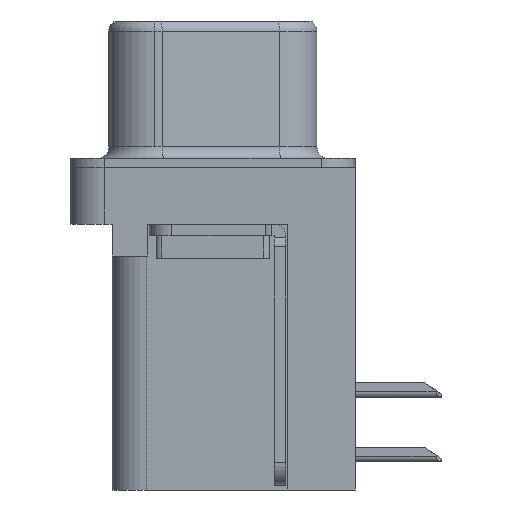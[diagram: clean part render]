
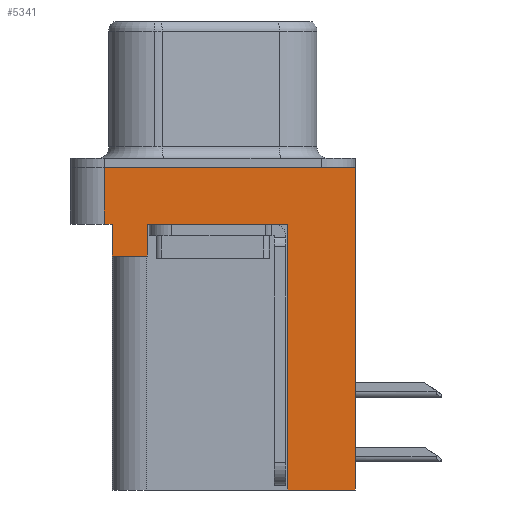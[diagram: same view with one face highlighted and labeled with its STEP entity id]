
A CAD part, left-side view. The second image highlights one B-rep face of the part: STEP entity #5341.
In plain terms, the highlighted planar face has unit normal (-1, 0, 0).
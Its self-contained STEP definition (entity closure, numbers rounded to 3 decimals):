
#63 = LINE ( 'NONE', #9051, #12104 ) ;
#253 = CARTESIAN_POINT ( 'NONE',  ( -2.91, -6.275, -14.2 ) ) ;
#456 = CARTESIAN_POINT ( 'NONE',  ( -2.91, -6.275, -2.5 ) ) ;
#750 = VECTOR ( 'NONE', #16179, 1000. ) ;
#967 = EDGE_CURVE ( 'NONE', #6559, #12907, #8695, .T. ) ;
#1223 = LINE ( 'NONE', #2700, #10307 ) ;
#1249 = ORIENTED_EDGE ( 'NONE', *, *, #11420, .F. ) ;
#1433 = VERTEX_POINT ( 'NONE', #8588 ) ;
#1875 = CARTESIAN_POINT ( 'NONE',  ( -2.91, 4.775, -2.5 ) ) ;
#1936 = EDGE_CURVE ( 'NONE', #9671, #3300, #1223, .T. ) ;
#2081 = VERTEX_POINT ( 'NONE', #1875 ) ;
#2115 = VERTEX_POINT ( 'NONE', #4105 ) ;
#2323 = EDGE_CURVE ( 'NONE', #10837, #8351, #7482, .T. ) ;
#2369 = EDGE_CURVE ( 'NONE', #1433, #15714, #8714, .T. ) ;
#2405 = DIRECTION ( 'NONE',  ( 0., 0., 1. ) ) ;
#2482 = VECTOR ( 'NONE', #2520, 1000. ) ;
#2507 = DIRECTION ( 'NONE',  ( 0., 0., 1. ) ) ;
#2520 = DIRECTION ( 'NONE',  ( 0., -1., 0. ) ) ;
#2700 = CARTESIAN_POINT ( 'NONE',  ( -2.91, -6.275, 0. ) ) ;
#2783 = EDGE_CURVE ( 'NONE', #2081, #9671, #13796, .T. ) ;
#3300 = VERTEX_POINT ( 'NONE', #9400 ) ;
#3587 = CARTESIAN_POINT ( 'NONE',  ( -2.91, 2.895, -3.9 ) ) ;
#3780 = AXIS2_PLACEMENT_3D ( 'NONE', #456, #6900, #4094 ) ;
#3844 = DIRECTION ( 'NONE',  ( 0., 1., 0. ) ) ;
#4094 = DIRECTION ( 'NONE',  ( 0., 0., 1. ) ) ;
#4105 = CARTESIAN_POINT ( 'NONE',  ( -2.91, 2.895, -3.9 ) ) ;
#4384 = CARTESIAN_POINT ( 'NONE',  ( -2.91, 4.425, -2.5 ) ) ;
#4705 = EDGE_CURVE ( 'NONE', #2081, #12907, #11376, .T. ) ;
#5206 = ORIENTED_EDGE ( 'NONE', *, *, #2323, .F. ) ;
#5341 = ADVANCED_FACE ( 'NONE', ( #11760 ), #14224, .T. ) ;
#5459 = ORIENTED_EDGE ( 'NONE', *, *, #2369, .T. ) ;
#5480 = VECTOR ( 'NONE', #2507, 1000. ) ;
#5511 = DIRECTION ( 'NONE',  ( 0., 1., 0. ) ) ;
#5591 = EDGE_CURVE ( 'NONE', #8351, #15714, #6123, .T. ) ;
#5953 = ORIENTED_EDGE ( 'NONE', *, *, #12133, .T. ) ;
#6037 = ORIENTED_EDGE ( 'NONE', *, *, #4705, .T. ) ;
#6123 = LINE ( 'NONE', #6288, #10898 ) ;
#6236 = CARTESIAN_POINT ( 'NONE',  ( -2.91, -3.295, -14.2 ) ) ;
#6288 = CARTESIAN_POINT ( 'NONE',  ( -2.91, -3.295, -14.2 ) ) ;
#6309 = DIRECTION ( 'NONE',  ( 0., 0., 1. ) ) ;
#6559 = VERTEX_POINT ( 'NONE', #9617 ) ;
#6594 = CARTESIAN_POINT ( 'NONE',  ( -2.91, -6.275, -2.5 ) ) ;
#6703 = ORIENTED_EDGE ( 'NONE', *, *, #5591, .F. ) ;
#6900 = DIRECTION ( 'NONE',  ( -1., 0., 0. ) ) ;
#7296 = CARTESIAN_POINT ( 'NONE',  ( -2.91, 4.775, -2.5 ) ) ;
#7482 = LINE ( 'NONE', #6236, #12744 ) ;
#7503 = CARTESIAN_POINT ( 'NONE',  ( -2.91, -3.295, -2.5 ) ) ;
#7665 = DIRECTION ( 'NONE',  ( 0., -1., 0. ) ) ;
#7813 = DIRECTION ( 'NONE',  ( 0., 0., 1. ) ) ;
#8351 = VERTEX_POINT ( 'NONE', #14865 ) ;
#8588 = CARTESIAN_POINT ( 'NONE',  ( -2.91, 2.895, -2.5 ) ) ;
#8695 = LINE ( 'NONE', #11084, #750 ) ;
#8714 = LINE ( 'NONE', #10028, #2482 ) ;
#9028 = VECTOR ( 'NONE', #7665, 1000. ) ;
#9051 = CARTESIAN_POINT ( 'NONE',  ( -2.91, -6.275, -2.5 ) ) ;
#9307 = CARTESIAN_POINT ( 'NONE',  ( -2.91, 4.425, -3.9 ) ) ;
#9400 = CARTESIAN_POINT ( 'NONE',  ( -2.91, -6.275, 0. ) ) ;
#9479 = LINE ( 'NONE', #9307, #14721 ) ;
#9617 = CARTESIAN_POINT ( 'NONE',  ( -2.91, 4.425, -3.9 ) ) ;
#9671 = VERTEX_POINT ( 'NONE', #14506 ) ;
#10028 = CARTESIAN_POINT ( 'NONE',  ( -2.91, -6.275, -2.5 ) ) ;
#10307 = VECTOR ( 'NONE', #11291, 1000. ) ;
#10837 = VERTEX_POINT ( 'NONE', #253 ) ;
#10898 = VECTOR ( 'NONE', #2405, 1000. ) ;
#11084 = CARTESIAN_POINT ( 'NONE',  ( -2.91, 4.425, -3.9 ) ) ;
#11111 = ORIENTED_EDGE ( 'NONE', *, *, #1936, .F. ) ;
#11291 = DIRECTION ( 'NONE',  ( 0., -1., 0. ) ) ;
#11376 = LINE ( 'NONE', #6594, #9028 ) ;
#11420 = EDGE_CURVE ( 'NONE', #2115, #6559, #9479, .T. ) ;
#11760 = FACE_OUTER_BOUND ( 'NONE', #14213, .T. ) ;
#12104 = VECTOR ( 'NONE', #7813, 1000. ) ;
#12133 = EDGE_CURVE ( 'NONE', #2115, #1433, #13799, .T. ) ;
#12744 = VECTOR ( 'NONE', #3844, 1000. ) ;
#12791 = ORIENTED_EDGE ( 'NONE', *, *, #2783, .F. ) ;
#12907 = VERTEX_POINT ( 'NONE', #4384 ) ;
#13441 = EDGE_CURVE ( 'NONE', #10837, #3300, #63, .T. ) ;
#13486 = ORIENTED_EDGE ( 'NONE', *, *, #967, .F. ) ;
#13725 = ORIENTED_EDGE ( 'NONE', *, *, #13441, .T. ) ;
#13796 = LINE ( 'NONE', #7296, #13804 ) ;
#13799 = LINE ( 'NONE', #3587, #5480 ) ;
#13804 = VECTOR ( 'NONE', #6309, 1000. ) ;
#14213 = EDGE_LOOP ( 'NONE', ( #11111, #12791, #6037, #13486, #1249, #5953, #5459, #6703, #5206, #13725 ) ) ;
#14224 = PLANE ( 'NONE',  #3780 ) ;
#14506 = CARTESIAN_POINT ( 'NONE',  ( -2.91, 4.775, 0. ) ) ;
#14721 = VECTOR ( 'NONE', #5511, 1000. ) ;
#14865 = CARTESIAN_POINT ( 'NONE',  ( -2.91, -3.295, -14.2 ) ) ;
#15714 = VERTEX_POINT ( 'NONE', #7503 ) ;
#16179 = DIRECTION ( 'NONE',  ( 0., 0., 1. ) ) ;
